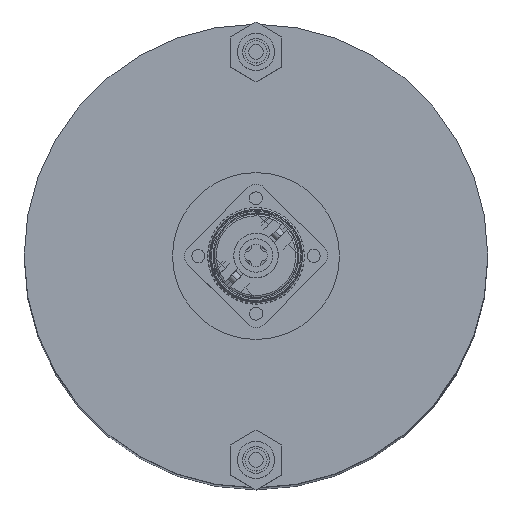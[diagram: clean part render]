
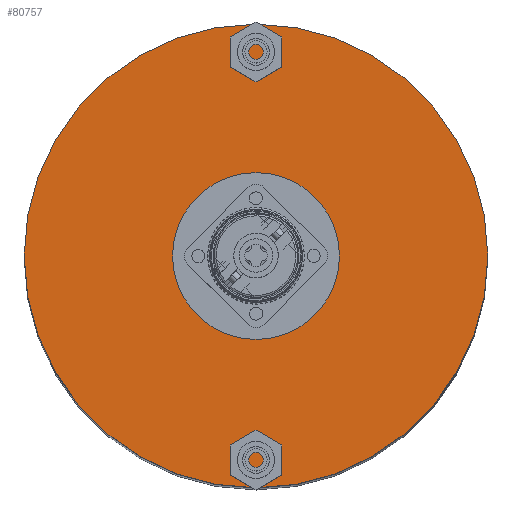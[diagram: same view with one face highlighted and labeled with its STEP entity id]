
A CAD part, top view. The second image highlights one B-rep face of the part: STEP entity #80757.
In plain terms, the highlighted planar face has unit normal (0, 0, 1).
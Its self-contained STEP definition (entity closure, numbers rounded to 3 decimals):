
#722 = CIRCLE ( 'NONE', #29023, 22.5 ) ;
#2363 = CARTESIAN_POINT ( 'NONE',  ( 22.5, 0., 35.5 ) ) ;
#6693 = DIRECTION ( 'NONE',  ( 0., 0., -1. ) ) ;
#7518 = CARTESIAN_POINT ( 'NONE',  ( 62.5, 0., 35.5 ) ) ;
#7596 = CARTESIAN_POINT ( 'NONE',  ( -62.5, 0., 35.5 ) ) ;
#8393 = ORIENTED_EDGE ( 'NONE', *, *, #80305, .T. ) ;
#12533 = AXIS2_PLACEMENT_3D ( 'NONE', #68844, #100393, #77451 ) ;
#13085 = EDGE_LOOP ( 'NONE', ( #32113, #66356 ) ) ;
#14233 = VERTEX_POINT ( 'NONE', #29442 ) ;
#18300 = CARTESIAN_POINT ( 'NONE',  ( 0., 0., 35.5 ) ) ;
#19490 = CARTESIAN_POINT ( 'NONE',  ( 0., 0., 35.5 ) ) ;
#29023 = AXIS2_PLACEMENT_3D ( 'NONE', #18300, #57163, #73801 ) ;
#29442 = CARTESIAN_POINT ( 'NONE',  ( -22.5, 0., 35.5 ) ) ;
#30224 = AXIS2_PLACEMENT_3D ( 'NONE', #69792, #6693, #85739 ) ;
#32113 = ORIENTED_EDGE ( 'NONE', *, *, #78492, .F. ) ;
#38737 = EDGE_LOOP ( 'NONE', ( #8393, #44927 ) ) ;
#43991 = CIRCLE ( 'NONE', #81632, 62.5 ) ;
#44927 = ORIENTED_EDGE ( 'NONE', *, *, #54113, .T. ) ;
#47329 = CIRCLE ( 'NONE', #98066, 62.5 ) ;
#50431 = CARTESIAN_POINT ( 'NONE',  ( 0., 0., 35.5 ) ) ;
#51461 = FACE_BOUND ( 'NONE', #38737, .T. ) ;
#54113 = EDGE_CURVE ( 'NONE', #85048, #14233, #101454, .T. ) ;
#57163 = DIRECTION ( 'NONE',  ( 0., 0., -1. ) ) ;
#58423 = DIRECTION ( 'NONE',  ( 0., 0., -1. ) ) ;
#66356 = ORIENTED_EDGE ( 'NONE', *, *, #81216, .F. ) ;
#67814 = PLANE ( 'NONE',  #12533 ) ;
#68042 = DIRECTION ( 'NONE',  ( 0., 0., -1. ) ) ;
#68844 = CARTESIAN_POINT ( 'NONE',  ( 0., 0., 35.5 ) ) ;
#69792 = CARTESIAN_POINT ( 'NONE',  ( 0., 0., 35.5 ) ) ;
#72997 = DIRECTION ( 'NONE',  ( -1., 0., 0. ) ) ;
#73801 = DIRECTION ( 'NONE',  ( -1., 0., 0. ) ) ;
#77451 = DIRECTION ( 'NONE',  ( 1., 0., 0. ) ) ;
#77481 = FACE_OUTER_BOUND ( 'NONE', #13085, .T. ) ;
#78492 = EDGE_CURVE ( 'NONE', #97487, #99231, #47329, .T. ) ;
#80305 = EDGE_CURVE ( 'NONE', #14233, #85048, #722, .T. ) ;
#80757 = ADVANCED_FACE ( 'NONE', ( #77481, #51461 ), #67814, .T. ) ;
#81216 = EDGE_CURVE ( 'NONE', #99231, #97487, #43991, .T. ) ;
#81632 = AXIS2_PLACEMENT_3D ( 'NONE', #19490, #68042, #83270 ) ;
#83270 = DIRECTION ( 'NONE',  ( -1., 0., 0. ) ) ;
#85048 = VERTEX_POINT ( 'NONE', #2363 ) ;
#85739 = DIRECTION ( 'NONE',  ( -1., 0., 0. ) ) ;
#97487 = VERTEX_POINT ( 'NONE', #7596 ) ;
#98066 = AXIS2_PLACEMENT_3D ( 'NONE', #50431, #58423, #72997 ) ;
#99231 = VERTEX_POINT ( 'NONE', #7518 ) ;
#100393 = DIRECTION ( 'NONE',  ( 0., 0., 1. ) ) ;
#101454 = CIRCLE ( 'NONE', #30224, 22.5 ) ;
